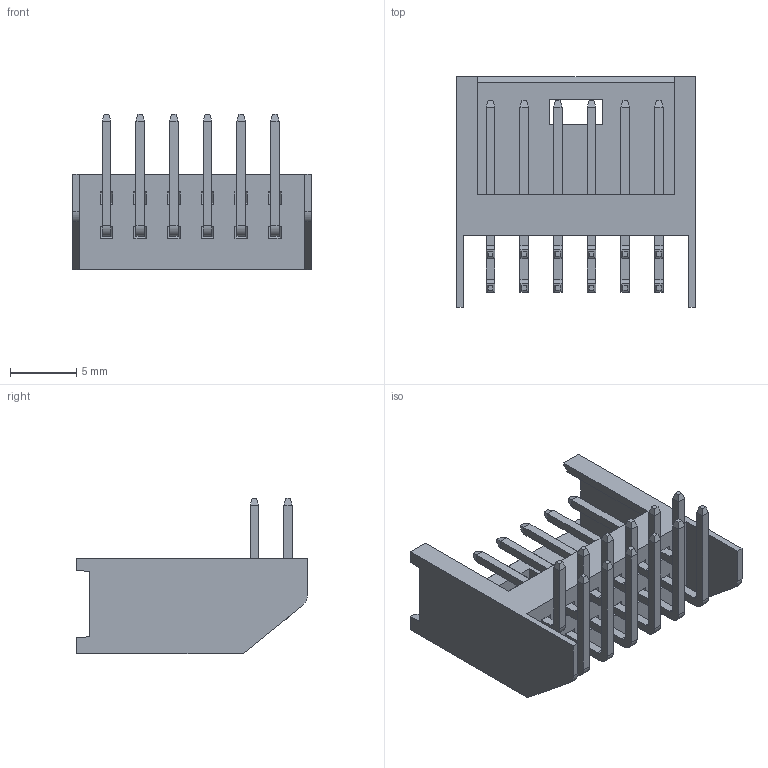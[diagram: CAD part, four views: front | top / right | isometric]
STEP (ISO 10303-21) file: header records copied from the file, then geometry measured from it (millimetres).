
FILE_DESCRIPTION( ('This file contains a STEP AP42 implementation' ,'as created by ZW3D STEP Interface translator.') ,'2;1' );
FILE_NAME( 'WF2548-2WRXXXX1.stp' ,'23 5 4.163511', (''), ('ZWCAD Software Co.'), 'Version 1.0', 'ZW3D to STEP translator', '' );
FILE_SCHEMA(('AUTOMOTIVE_DESIGN { 1 0 10303 214 1 1 1 1 }'));
Length unit declared in the file: millimetre
Products named in the file (2): 0; WF2548-2WRXXXX1
Bounding box: 18 x 17.4 x 11.69 mm (x, y, z)
Volume: 748.9 mm3; surface area: 1648.1 mm2
Topology: 1 solids, 1 shells, 365 faces, 905 edges, 554 vertices
Faces by surface type: plane 339, cylinder 26
Entity records: 13876 total; most frequent: CARTESIAN_POINT 6614, ORIENTED_EDGE 1810, EDGE_CURVE 905, B_SPLINE_CURVE_WITH_KNOTS 869, DIRECTION 768, VERTEX_POINT 554, EDGE_LOOP 391, AXIS2_PLACEMENT_3D 366
